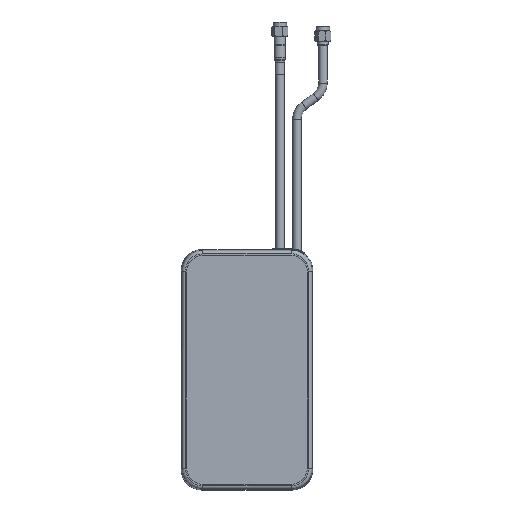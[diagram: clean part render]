
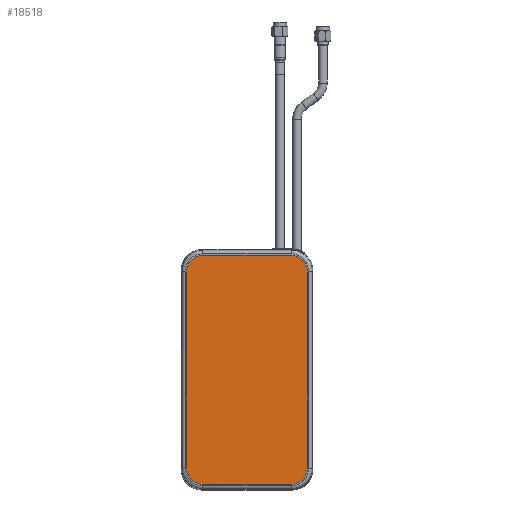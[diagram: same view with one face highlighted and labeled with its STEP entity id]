
A CAD part, front view. The second image highlights one B-rep face of the part: STEP entity #18518.
In plain terms, the highlighted planar face has unit normal (0, -1, 0).
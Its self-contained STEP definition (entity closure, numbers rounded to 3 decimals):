
#32 = ORIENTED_EDGE ( 'NONE', *, *, #3174, .F. ) ;
#467 = CARTESIAN_POINT ( 'NONE',  ( -25., -9., -66.5 ) ) ;
#566 = DIRECTION ( 'NONE',  ( 0., 1., 0. ) ) ;
#1542 = CIRCLE ( 'NONE', #18729, 10. ) ;
#1637 = VERTEX_POINT ( 'NONE', #14903 ) ;
#1651 = VERTEX_POINT ( 'NONE', #467 ) ;
#2153 = DIRECTION ( 'NONE',  ( 1., 0., 0. ) ) ;
#2252 = CIRCLE ( 'NONE', #15644, 10. ) ;
#2406 = ORIENTED_EDGE ( 'NONE', *, *, #3657, .F. ) ;
#2419 = EDGE_CURVE ( 'NONE', #5840, #12785, #13004, .T. ) ;
#2456 = DIRECTION ( 'NONE',  ( 0., 0., -1. ) ) ;
#2476 = EDGE_CURVE ( 'NONE', #1651, #14237, #2252, .T. ) ;
#3174 = EDGE_CURVE ( 'NONE', #14582, #5840, #1542, .T. ) ;
#3374 = CARTESIAN_POINT ( 'NONE',  ( -35., -9., 56.5 ) ) ;
#3582 = CARTESIAN_POINT ( 'NONE',  ( -25., -9., 56.5 ) ) ;
#3657 = EDGE_CURVE ( 'NONE', #14237, #14582, #11126, .T. ) ;
#3766 = CARTESIAN_POINT ( 'NONE',  ( 25., -9., -56.5 ) ) ;
#4057 = CARTESIAN_POINT ( 'NONE',  ( 35., -9., 66.5 ) ) ;
#4372 = EDGE_CURVE ( 'NONE', #18047, #5044, #14948, .T. ) ;
#4767 = VECTOR ( 'NONE', #9552, 1000. ) ;
#4920 = DIRECTION ( 'NONE',  ( 0., 1., 0. ) ) ;
#5002 = LINE ( 'NONE', #18494, #4767 ) ;
#5044 = VERTEX_POINT ( 'NONE', #13264 ) ;
#5840 = VERTEX_POINT ( 'NONE', #9866 ) ;
#5946 = ORIENTED_EDGE ( 'NONE', *, *, #4372, .F. ) ;
#6052 = EDGE_LOOP ( 'NONE', ( #14259, #5946, #11685, #9221, #32, #2406, #8752, #15095 ) ) ;
#6449 = CARTESIAN_POINT ( 'NONE',  ( 35., -9., 56.5 ) ) ;
#6902 = CARTESIAN_POINT ( 'NONE',  ( -25., -9., -56.5 ) ) ;
#7772 = PLANE ( 'NONE',  #8128 ) ;
#8128 = AXIS2_PLACEMENT_3D ( 'NONE', #18062, #566, #10793 ) ;
#8227 = DIRECTION ( 'NONE',  ( 0., 0., -1. ) ) ;
#8742 = EDGE_CURVE ( 'NONE', #12785, #18047, #9803, .T. ) ;
#8752 = ORIENTED_EDGE ( 'NONE', *, *, #2476, .F. ) ;
#9221 = ORIENTED_EDGE ( 'NONE', *, *, #2419, .F. ) ;
#9540 = DIRECTION ( 'NONE',  ( 0., 1., 0. ) ) ;
#9552 = DIRECTION ( 'NONE',  ( -1., 0., 0. ) ) ;
#9803 = CIRCLE ( 'NONE', #13741, 10. ) ;
#9866 = CARTESIAN_POINT ( 'NONE',  ( -25., -9., 66.5 ) ) ;
#10553 = CARTESIAN_POINT ( 'NONE',  ( -35., -9., -66.5 ) ) ;
#10793 = DIRECTION ( 'NONE',  ( 1., 0., 0. ) ) ;
#11061 = CARTESIAN_POINT ( 'NONE',  ( -35., -9., 66.5 ) ) ;
#11126 = LINE ( 'NONE', #10553, #14760 ) ;
#11336 = DIRECTION ( 'NONE',  ( 0., 0., -1. ) ) ;
#11685 = ORIENTED_EDGE ( 'NONE', *, *, #8742, .F. ) ;
#11932 = FACE_OUTER_BOUND ( 'NONE', #6052, .T. ) ;
#12014 = DIRECTION ( 'NONE',  ( 0., 0., 1. ) ) ;
#12021 = AXIS2_PLACEMENT_3D ( 'NONE', #3766, #18536, #11336 ) ;
#12785 = VERTEX_POINT ( 'NONE', #14603 ) ;
#13004 = LINE ( 'NONE', #11061, #15978 ) ;
#13264 = CARTESIAN_POINT ( 'NONE',  ( 35., -9., -56.5 ) ) ;
#13545 = EDGE_CURVE ( 'NONE', #5044, #1637, #14660, .T. ) ;
#13741 = AXIS2_PLACEMENT_3D ( 'NONE', #16828, #9540, #14043 ) ;
#14043 = DIRECTION ( 'NONE',  ( 0., 0., -1. ) ) ;
#14195 = EDGE_CURVE ( 'NONE', #1637, #1651, #5002, .T. ) ;
#14237 = VERTEX_POINT ( 'NONE', #15549 ) ;
#14259 = ORIENTED_EDGE ( 'NONE', *, *, #13545, .F. ) ;
#14582 = VERTEX_POINT ( 'NONE', #3374 ) ;
#14603 = CARTESIAN_POINT ( 'NONE',  ( 25., -9., 66.5 ) ) ;
#14660 = CIRCLE ( 'NONE', #12021, 10. ) ;
#14760 = VECTOR ( 'NONE', #12014, 1000. ) ;
#14903 = CARTESIAN_POINT ( 'NONE',  ( 25., -9., -66.5 ) ) ;
#14948 = LINE ( 'NONE', #4057, #17018 ) ;
#15095 = ORIENTED_EDGE ( 'NONE', *, *, #14195, .F. ) ;
#15549 = CARTESIAN_POINT ( 'NONE',  ( -35., -9., -56.5 ) ) ;
#15644 = AXIS2_PLACEMENT_3D ( 'NONE', #6902, #15709, #8227 ) ;
#15709 = DIRECTION ( 'NONE',  ( 0., 1., 0. ) ) ;
#15978 = VECTOR ( 'NONE', #2153, 1000. ) ;
#16828 = CARTESIAN_POINT ( 'NONE',  ( 25., -9., 56.5 ) ) ;
#17018 = VECTOR ( 'NONE', #2456, 1000. ) ;
#18047 = VERTEX_POINT ( 'NONE', #6449 ) ;
#18062 = CARTESIAN_POINT ( 'NONE',  ( 0., -9., 0. ) ) ;
#18165 = DIRECTION ( 'NONE',  ( 0., 0., -1. ) ) ;
#18494 = CARTESIAN_POINT ( 'NONE',  ( 35., -9., -66.5 ) ) ;
#18518 = ADVANCED_FACE ( 'NONE', ( #11932 ), #7772, .F. ) ;
#18536 = DIRECTION ( 'NONE',  ( 0., 1., 0. ) ) ;
#18729 = AXIS2_PLACEMENT_3D ( 'NONE', #3582, #4920, #18165 ) ;
